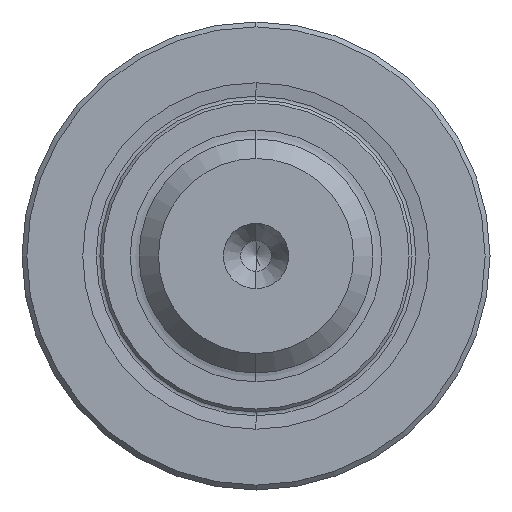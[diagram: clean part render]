
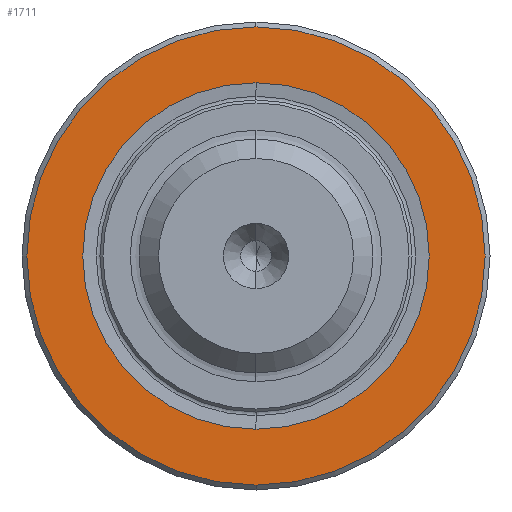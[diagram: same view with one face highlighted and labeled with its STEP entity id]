
A CAD part, left-side view. The second image highlights one B-rep face of the part: STEP entity #1711.
In plain terms, the highlighted planar face has unit normal (-1, 0, 0).
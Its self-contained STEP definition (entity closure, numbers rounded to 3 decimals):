
#6 = CARTESIAN_POINT ( 'NONE',  ( -65., 0., 17.765 ) ) ;
#29 = CARTESIAN_POINT ( 'NONE',  ( -65., 0., -17.765 ) ) ;
#35 = CARTESIAN_POINT ( 'NONE',  ( -65., 0., -23.5 ) ) ;
#172 = CARTESIAN_POINT ( 'NONE',  ( -65., 0., 23.5 ) ) ;
#217 = DIRECTION ( 'NONE',  ( 0., 0., 1. ) ) ;
#218 = DIRECTION ( 'NONE',  ( -1., 0., 0. ) ) ;
#219 = CARTESIAN_POINT ( 'NONE',  ( -65., 0., 0. ) ) ;
#223 = DIRECTION ( 'NONE',  ( 0., 0., -1. ) ) ;
#224 = DIRECTION ( 'NONE',  ( 1., 0., 0. ) ) ;
#225 = CARTESIAN_POINT ( 'NONE',  ( -65., 0., 0. ) ) ;
#344 = AXIS2_PLACEMENT_3D ( 'NONE', #699, #698, #697 ) ;
#434 = AXIS2_PLACEMENT_3D ( 'NONE', #612, #611, #610 ) ;
#546 = AXIS2_PLACEMENT_3D ( 'NONE', #219, #218, #217 ) ;
#561 = AXIS2_PLACEMENT_3D ( 'NONE', #225, #224, #223 ) ;
#562 = AXIS2_PLACEMENT_3D ( 'NONE', #1612, #1606, #1600 ) ;
#610 = DIRECTION ( 'NONE',  ( 0., 0., -1. ) ) ;
#611 = DIRECTION ( 'NONE',  ( 1., 0., 0. ) ) ;
#612 = CARTESIAN_POINT ( 'NONE',  ( -65., 0., 0. ) ) ;
#697 = DIRECTION ( 'NONE',  ( 0., 0., 1. ) ) ;
#698 = DIRECTION ( 'NONE',  ( -1., 0., 0. ) ) ;
#699 = CARTESIAN_POINT ( 'NONE',  ( -65., 0., 0. ) ) ;
#845 = EDGE_CURVE ( 'NONE', #1362, #1119, #1855, .T. ) ;
#873 = EDGE_CURVE ( 'NONE', #1207, #1147, #2060, .T. ) ;
#893 = EDGE_CURVE ( 'NONE', #1147, #1207, #1965, .T. ) ;
#894 = EDGE_CURVE ( 'NONE', #1119, #1362, #1946, .T. ) ;
#1119 = VERTEX_POINT ( 'NONE', #35 ) ;
#1147 = VERTEX_POINT ( 'NONE', #29 ) ;
#1165 = ORIENTED_EDGE ( 'NONE', *, *, #845, .T. ) ;
#1207 = VERTEX_POINT ( 'NONE', #6 ) ;
#1219 = ORIENTED_EDGE ( 'NONE', *, *, #873, .T. ) ;
#1249 = ORIENTED_EDGE ( 'NONE', *, *, #893, .T. ) ;
#1362 = VERTEX_POINT ( 'NONE', #172 ) ;
#1399 = ORIENTED_EDGE ( 'NONE', *, *, #894, .T. ) ;
#1439 = EDGE_LOOP ( 'NONE', ( #1219, #1249 ) ) ;
#1522 = EDGE_LOOP ( 'NONE', ( #1399, #1165 ) ) ;
#1600 = DIRECTION ( 'NONE',  ( 0., 0., 1. ) ) ;
#1602 = PLANE ( 'NONE',  #562 ) ;
#1606 = DIRECTION ( 'NONE',  ( -1., 0., 0. ) ) ;
#1612 = CARTESIAN_POINT ( 'NONE',  ( -65., 24., 0. ) ) ;
#1711 = ADVANCED_FACE ( 'NONE', ( #1971, #1882 ), #1602, .T. ) ;
#1855 = CIRCLE ( 'NONE', #344, 23.5 ) ;
#1882 = FACE_BOUND ( 'NONE', #1439, .T. ) ;
#1946 = CIRCLE ( 'NONE', #546, 23.5 ) ;
#1965 = CIRCLE ( 'NONE', #561, 17.765 ) ;
#1971 = FACE_OUTER_BOUND ( 'NONE', #1522, .T. ) ;
#2060 = CIRCLE ( 'NONE', #434, 17.765 ) ;
